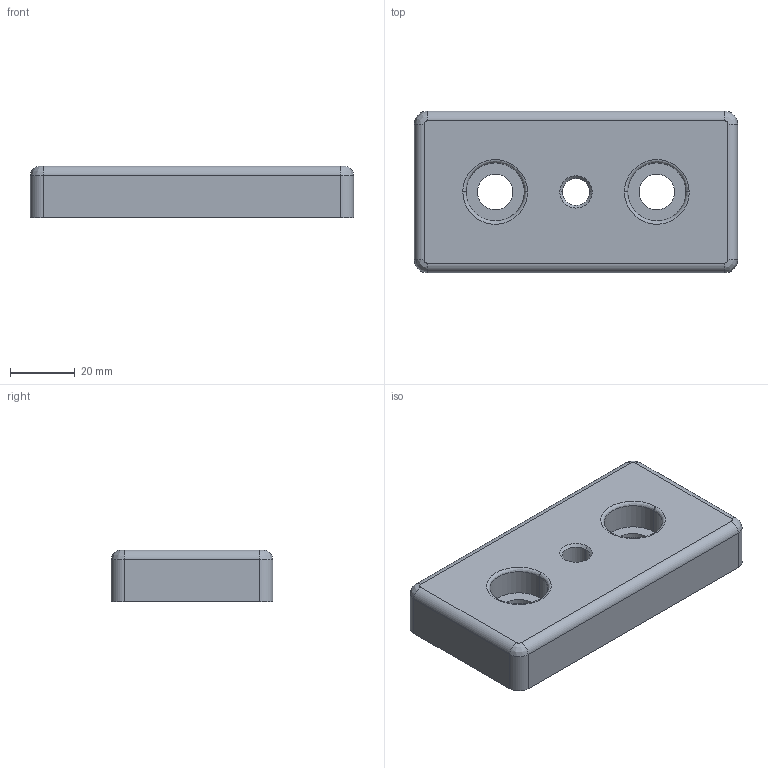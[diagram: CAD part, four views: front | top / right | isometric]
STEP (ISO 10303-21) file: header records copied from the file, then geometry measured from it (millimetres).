
FILE_DESCRIPTION (( 'STEP AP214' ), '1' );
FILE_NAME ('093t501001010s.STEP', '2014-09-08T07:08:18', ( '' ), ( '' ), 'SwSTEP 2.0', 'SolidWorks 2014', '' );
FILE_SCHEMA (( 'AUTOMOTIVE_DESIGN' ));
Length unit declared in the file: inch
Products named in the file (1): 093t501001010s
Bounding box: 100 x 50 x 16 mm (x, y, z)
Volume: 49979.9 mm3; surface area: 21717.3 mm2
Topology: 1 solids, 1 shells, 178 faces, 429 edges, 245 vertices
Faces by surface type: cylinder 79, bspline 65, plane 32, cone 2
Entity records: 8442 total; most frequent: CARTESIAN_POINT 2143, DIRECTION 869, ORIENTED_EDGE 826, EDGE_CURVE 413, AXIS2_PLACEMENT_3D 361, CIRCLE 247, VERTEX_POINT 245, EDGE_LOOP 192
